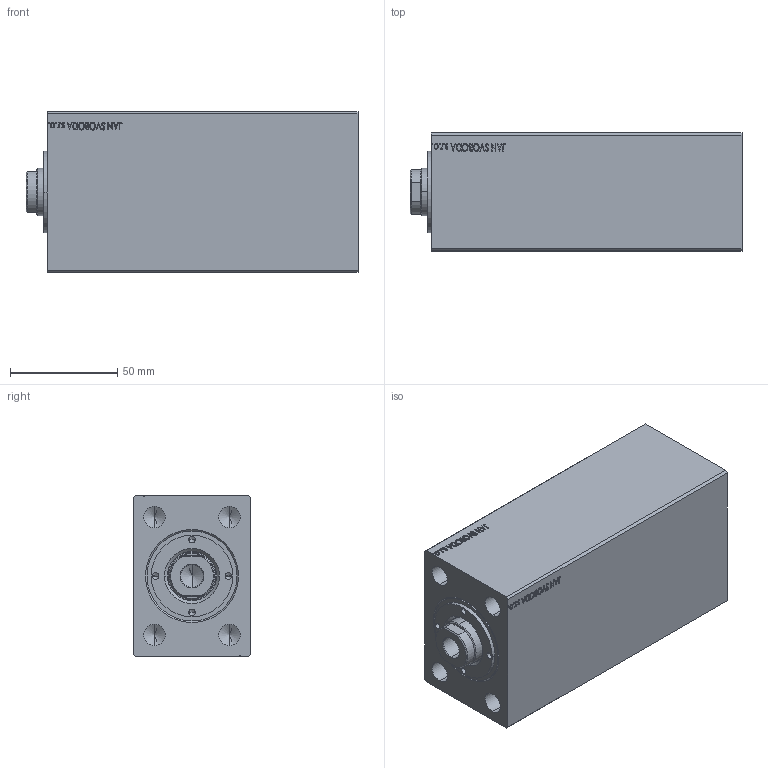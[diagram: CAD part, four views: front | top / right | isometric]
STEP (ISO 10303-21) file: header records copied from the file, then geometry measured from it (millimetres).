
FILE_DESCRIPTION (( 'STEP AP203' ), '1' );
FILE_NAME ('1479.STEP', '2024-02-11T21:46:55', ( '' ), ( '' ), 'SwSTEP 2.0', 'SolidWorks 2019', '' );
FILE_SCHEMA (( 'CONFIG_CONTROL_DESIGN' ));
Length unit declared in the file: millimetre
Products named in the file (4): V500CZ_VNIT豊蚠攘ST 61bdd0b3f9527670d7b60fb1a0c9d391; V500CZ_B_VC 61bdd0b3f9527670d7b60fb1a0c9d391; V500CZ 61bdd0b3f9527670d7b60fb1a0c9d391; 1479
Assembly tree (3 placements, depth 2):
  1479
    V500CZ 61bdd0b3f9527670d7b60fb1a0c9d391
    V500CZ_VNIT豊蚠攘ST 61bdd0b3f9527670d7b60fb1a0c9d391
    V500CZ_B_VC 61bdd0b3f9527670d7b60fb1a0c9d391
Bounding box: 155 x 55 x 75 mm (x, y, z)
Volume: 544946.4 mm3; surface area: 84001.7 mm2
Topology: 3 solids, 3 shells, 875 faces, 2250 edges, 1472 vertices
Faces by surface type: plane 401, bspline 380, cylinder 58, cone 36
Entity records: 44172 total; most frequent: CARTESIAN_POINT 25113, ORIENTED_EDGE 4448, DIRECTION 2584, EDGE_CURVE 2224, VERTEX_POINT 1472, LINE 1326, VECTOR 1326, EDGE_LOOP 998
